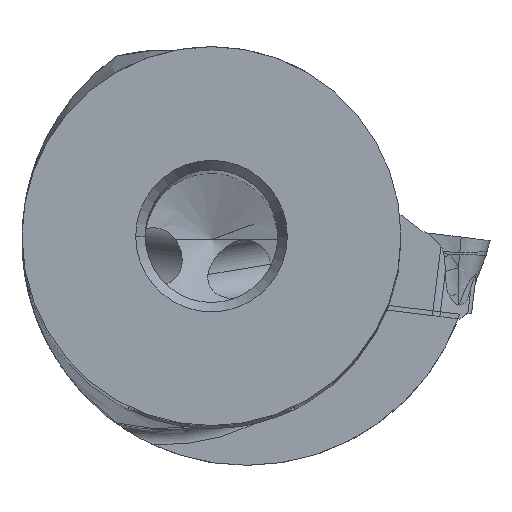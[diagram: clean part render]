
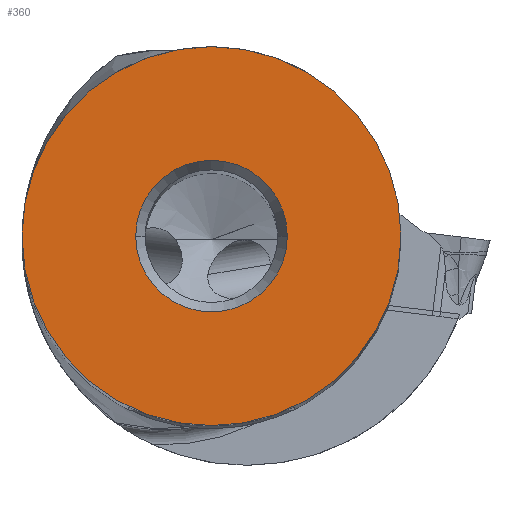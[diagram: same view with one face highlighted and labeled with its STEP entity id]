
A CAD part, top view. The second image highlights one B-rep face of the part: STEP entity #360.
In plain terms, the highlighted planar face has unit normal (0, 0, 1).
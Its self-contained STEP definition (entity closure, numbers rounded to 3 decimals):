
#40=FACE_BOUND('',#750,.T.);
#41=FACE_BOUND('',#751,.T.);
#360=ADVANCED_FACE('',(#40,#41),#414,.F.);
#414=PLANE('',#3650);
#750=EDGE_LOOP('',(#1707,#1708));
#751=EDGE_LOOP('',(#1709,#1710));
#1707=ORIENTED_EDGE('',*,*,#2573,.T.);
#1708=ORIENTED_EDGE('',*,*,#2574,.T.);
#1709=ORIENTED_EDGE('',*,*,#2572,.T.);
#1710=ORIENTED_EDGE('',*,*,#2570,.T.);
#2081=VERTEX_POINT('',#10171);
#2082=VERTEX_POINT('',#10173);
#2083=VERTEX_POINT('',#10179);
#2084=VERTEX_POINT('',#10180);
#2570=EDGE_CURVE('',#2082,#2081,#2935,.T.);
#2572=EDGE_CURVE('',#2081,#2082,#2936,.T.);
#2573=EDGE_CURVE('',#2083,#2084,#2937,.T.);
#2574=EDGE_CURVE('',#2084,#2083,#2938,.T.);
#2935=CIRCLE('',#3644,4.);
#2936=CIRCLE('',#3646,4.);
#2937=CIRCLE('',#3648,10.);
#2938=CIRCLE('',#3649,10.);
#3644=AXIS2_PLACEMENT_3D('',#10172,#4295,#4296);
#3646=AXIS2_PLACEMENT_3D('',#10176,#4300,#4301);
#3648=AXIS2_PLACEMENT_3D('',#10178,#4304,#4305);
#3649=AXIS2_PLACEMENT_3D('',#10181,#4306,#4307);
#3650=AXIS2_PLACEMENT_3D('',#10182,#4308,#4309);
#4295=DIRECTION('',(0.,0.,-1.));
#4296=DIRECTION('',(-1.,0.,0.));
#4300=DIRECTION('',(0.,0.,-1.));
#4301=DIRECTION('',(1.,0.,0.));
#4304=DIRECTION('',(0.,0.,1.));
#4305=DIRECTION('',(1.,0.,0.));
#4306=DIRECTION('',(0.,0.,1.));
#4307=DIRECTION('',(-1.,0.,0.));
#4308=DIRECTION('',(0.,0.,-1.));
#4309=DIRECTION('',(1.,0.,0.));
#10171=CARTESIAN_POINT('',(4.,0.,0.));
#10172=CARTESIAN_POINT('',(0.,0.,0.));
#10173=CARTESIAN_POINT('',(-4.,0.,0.));
#10176=CARTESIAN_POINT('',(0.,0.,0.));
#10178=CARTESIAN_POINT('',(0.,0.,0.));
#10179=CARTESIAN_POINT('',(10.,0.,0.));
#10180=CARTESIAN_POINT('',(-10.,0.,0.));
#10181=CARTESIAN_POINT('',(0.,0.,0.));
#10182=CARTESIAN_POINT('',(0.,0.,0.));
